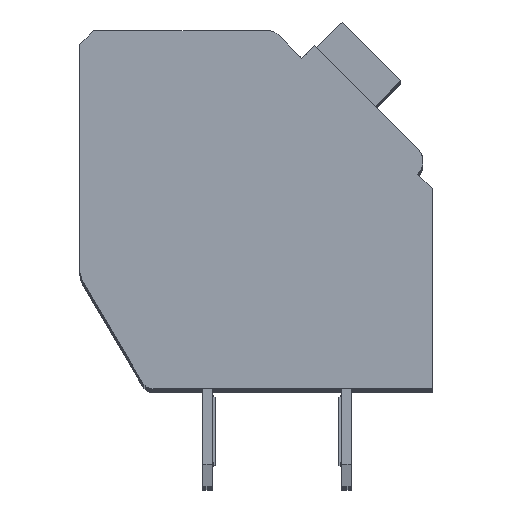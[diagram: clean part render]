
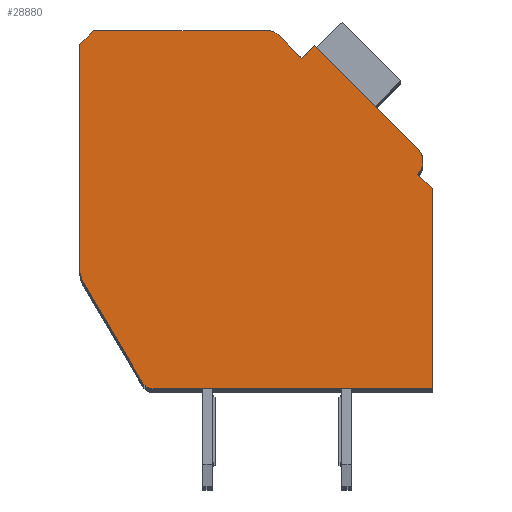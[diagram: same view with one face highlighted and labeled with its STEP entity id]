
A CAD part, top view. The second image highlights one B-rep face of the part: STEP entity #28880.
In plain terms, the highlighted planar face has unit normal (0, 0, 1).
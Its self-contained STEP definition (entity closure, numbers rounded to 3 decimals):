
#679=DIRECTION('',(0.,-1.,0.));
#680=VECTOR('',#679,8.053);
#681=CARTESIAN_POINT('',(-12.7,12.4,2.1));
#682=LINE('',#681,#680);
#683=DIRECTION('',(-0.707,-0.707,0.));
#684=VECTOR('',#683,0.707);
#685=CARTESIAN_POINT('',(-12.2,12.9,2.1));
#686=LINE('',#685,#684);
#687=DIRECTION('',(-1.,0.,0.));
#688=VECTOR('',#687,6.298);
#689=CARTESIAN_POINT('',(-5.902,12.9,2.1));
#690=LINE('',#689,#688);
#691=CARTESIAN_POINT('',(-5.902,12.4,2.1));
#692=DIRECTION('',(0.,0.,1.));
#693=DIRECTION('',(0.707,0.707,0.));
#694=AXIS2_PLACEMENT_3D('',#691,#692,#693);
#696=DIRECTION('',(-0.707,0.707,0.));
#697=VECTOR('',#696,1.197);
#698=CARTESIAN_POINT('',(-4.702,11.907,2.1));
#699=LINE('',#698,#697);
#700=DIRECTION('',(-0.707,-0.707,0.));
#701=VECTOR('',#700,0.65);
#702=CARTESIAN_POINT('',(-4.243,12.367,2.1));
#703=LINE('',#702,#701);
#704=DIRECTION('',(-0.707,0.707,0.));
#705=VECTOR('',#704,5.25);
#706=CARTESIAN_POINT('',(-0.53,8.655,2.1));
#707=LINE('',#706,#705);
#708=CARTESIAN_POINT('',(-0.99,8.195,2.1));
#709=DIRECTION('',(0.,0.,1.));
#710=DIRECTION('',(0.707,-0.707,0.));
#711=AXIS2_PLACEMENT_3D('',#708,#709,#710);
#713=DIRECTION('',(-0.707,0.707,0.));
#714=VECTOR('',#713,0.75);
#715=CARTESIAN_POINT('',(0.,7.205,2.1));
#716=LINE('',#715,#714);
#717=DIRECTION('',(0.,1.,0.));
#718=VECTOR('',#717,7.205);
#719=CARTESIAN_POINT('',(0.,0.,2.1));
#720=LINE('',#719,#718);
#721=DIRECTION('',(1.,0.,0.));
#722=VECTOR('',#721,10.014);
#723=CARTESIAN_POINT('',(-10.014,0.,2.1));
#724=LINE('',#723,#722);
#725=CARTESIAN_POINT('',(-10.014,0.5,2.1));
#726=DIRECTION('',(0.,0.,1.));
#727=DIRECTION('',(-0.862,-0.508,0.));
#728=AXIS2_PLACEMENT_3D('',#725,#726,#727);
#730=DIRECTION('',(0.508,-0.862,0.));
#731=VECTOR('',#730,4.17);
#732=CARTESIAN_POINT('',(-12.562,3.839,2.1));
#733=LINE('',#732,#731);
#734=CARTESIAN_POINT('',(-11.7,4.347,2.1));
#735=DIRECTION('',(0.,0.,1.));
#736=DIRECTION('',(-1.,0.,0.));
#737=AXIS2_PLACEMENT_3D('',#734,#735,#736);
#21626=CARTESIAN_POINT('',(-12.7,12.4,2.1));
#21627=CARTESIAN_POINT('',(-12.7,4.347,2.1));
#21628=VERTEX_POINT('',#21626);
#21629=VERTEX_POINT('',#21627);
#21630=CARTESIAN_POINT('',(-12.562,3.839,2.1));
#21631=VERTEX_POINT('',#21630);
#21632=CARTESIAN_POINT('',(-10.445,0.246,2.1));
#21633=VERTEX_POINT('',#21632);
#21634=CARTESIAN_POINT('',(-10.014,0.,2.1));
#21635=VERTEX_POINT('',#21634);
#21636=CARTESIAN_POINT('',(0.,0.,2.1));
#21637=VERTEX_POINT('',#21636);
#21638=CARTESIAN_POINT('',(0.,7.205,2.1));
#21639=VERTEX_POINT('',#21638);
#21640=CARTESIAN_POINT('',(-0.53,7.735,2.1));
#21641=VERTEX_POINT('',#21640);
#21642=CARTESIAN_POINT('',(-0.53,8.655,2.1));
#21643=VERTEX_POINT('',#21642);
#21644=CARTESIAN_POINT('',(-4.243,12.367,2.1));
#21645=VERTEX_POINT('',#21644);
#21646=CARTESIAN_POINT('',(-4.702,11.907,2.1));
#21647=VERTEX_POINT('',#21646);
#21648=CARTESIAN_POINT('',(-5.548,12.754,2.1));
#21649=VERTEX_POINT('',#21648);
#21650=CARTESIAN_POINT('',(-5.902,12.9,2.1));
#21651=VERTEX_POINT('',#21650);
#21652=CARTESIAN_POINT('',(-12.2,12.9,2.1));
#21653=VERTEX_POINT('',#21652);
#28847=CARTESIAN_POINT('',(0.,0.,2.1));
#28848=DIRECTION('',(0.,0.,1.));
#28849=DIRECTION('',(1.,0.,0.));
#28850=AXIS2_PLACEMENT_3D('',#28847,#28848,#28849);
#28851=PLANE('',#28850);
#28852=ORIENTED_EDGE('',*,*,#28285,.F.);
#28854=ORIENTED_EDGE('',*,*,#28853,.F.);
#28856=ORIENTED_EDGE('',*,*,#28855,.F.);
#28858=ORIENTED_EDGE('',*,*,#28857,.F.);
#28860=ORIENTED_EDGE('',*,*,#28859,.F.);
#28862=ORIENTED_EDGE('',*,*,#28861,.F.);
#28864=ORIENTED_EDGE('',*,*,#28863,.F.);
#28866=ORIENTED_EDGE('',*,*,#28865,.F.);
#28868=ORIENTED_EDGE('',*,*,#28867,.F.);
#28870=ORIENTED_EDGE('',*,*,#28869,.F.);
#28872=ORIENTED_EDGE('',*,*,#28871,.F.);
#28874=ORIENTED_EDGE('',*,*,#28873,.F.);
#28876=ORIENTED_EDGE('',*,*,#28875,.F.);
#28877=ORIENTED_EDGE('',*,*,#28495,.F.);
#28878=EDGE_LOOP('',(#28852,#28854,#28856,#28858,#28860,#28862,#28864,#28866,
#28868,#28870,#28872,#28874,#28876,#28877));
#28879=FACE_OUTER_BOUND('',#28878,.F.);
#695=CIRCLE('',#694,0.5);
#712=CIRCLE('',#711,0.65);
#729=CIRCLE('',#728,0.5);
#738=CIRCLE('',#737,1.);
#28285=EDGE_CURVE('',#21628,#21629,#682,.T.);
#28495=EDGE_CURVE('',#21629,#21631,#738,.T.);
#28853=EDGE_CURVE('',#21653,#21628,#686,.T.);
#28855=EDGE_CURVE('',#21651,#21653,#690,.T.);
#28857=EDGE_CURVE('',#21649,#21651,#695,.T.);
#28859=EDGE_CURVE('',#21647,#21649,#699,.T.);
#28861=EDGE_CURVE('',#21645,#21647,#703,.T.);
#28863=EDGE_CURVE('',#21643,#21645,#707,.T.);
#28865=EDGE_CURVE('',#21641,#21643,#712,.T.);
#28867=EDGE_CURVE('',#21639,#21641,#716,.T.);
#28869=EDGE_CURVE('',#21637,#21639,#720,.T.);
#28871=EDGE_CURVE('',#21635,#21637,#724,.T.);
#28873=EDGE_CURVE('',#21633,#21635,#729,.T.);
#28875=EDGE_CURVE('',#21631,#21633,#733,.T.);
#28880=ADVANCED_FACE('',(#28879),#28851,.T.);
